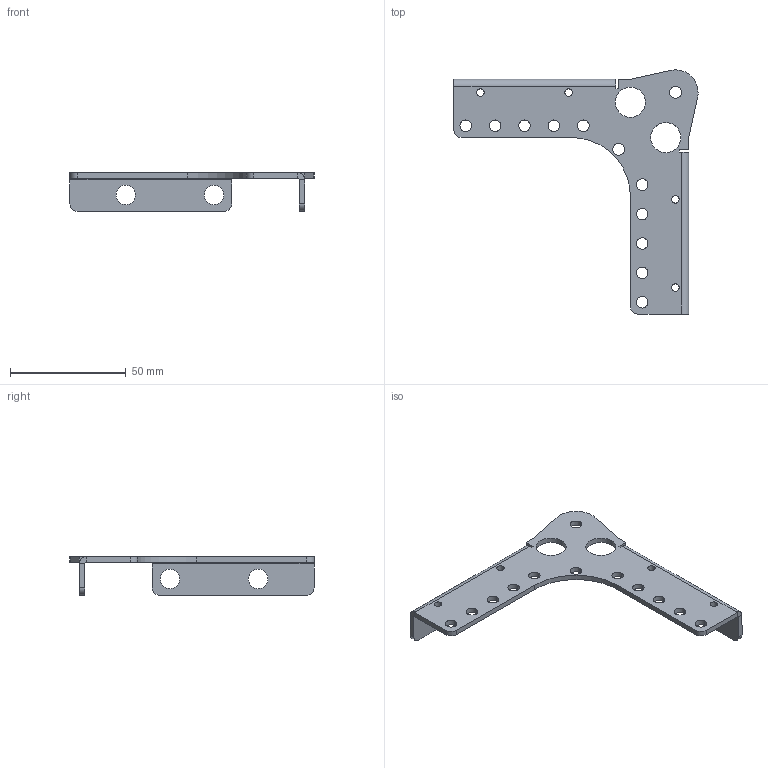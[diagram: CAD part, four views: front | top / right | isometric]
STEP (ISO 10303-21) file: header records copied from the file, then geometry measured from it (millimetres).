
FILE_DESCRIPTION (( 'STEP AP214' ), '1' );
FILE_NAME ('am-5556 Powered Elevator Internal Corner Bracket.STEP', '2024-11-07T19:28:13', ( '' ), ( '' ), 'SwSTEP 2.0', 'SolidWorks 2024', '' );
FILE_SCHEMA (( 'AUTOMOTIVE_DESIGN' ));
Length unit declared in the file: inch
Products named in the file (1): am-5556 Powered Elevator Internal Corner Bracket
Bounding box: 105.41 x 105.4 x 16.51 mm (x, y, z)
Volume: 13314.5 mm3; surface area: 13656.3 mm2
Topology: 1 solids, 1 shells, 87 faces, 239 edges, 154 vertices
Faces by surface type: cylinder 57, plane 30
Entity records: 2914 total; most frequent: DIRECTION 529, CARTESIAN_POINT 481, ORIENTED_EDGE 478, EDGE_CURVE 239, AXIS2_PLACEMENT_3D 202, VERTEX_POINT 154, EDGE_LOOP 131, VECTOR 125
